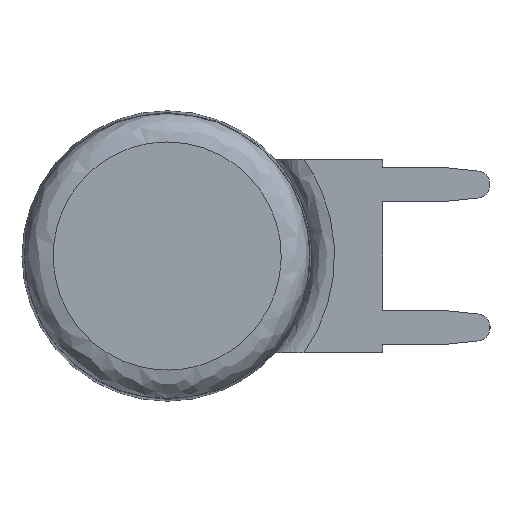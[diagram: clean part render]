
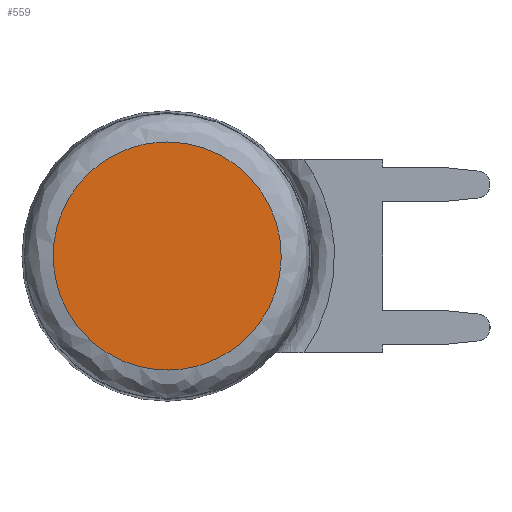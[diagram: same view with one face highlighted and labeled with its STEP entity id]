
A CAD part, left-side view. The second image highlights one B-rep face of the part: STEP entity #559.
In plain terms, the highlighted planar face has unit normal (-1, 0, 0).
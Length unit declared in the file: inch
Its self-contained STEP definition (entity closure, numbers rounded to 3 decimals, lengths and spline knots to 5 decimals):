
#151 = VERTEX_POINT ( 'NONE', #2405 ) ;
#414 = AXIS2_PLACEMENT_3D ( 'NONE', #850, #841, #830 ) ;
#559 = ADVANCED_FACE ( 'NONE', ( #1886 ), #2109, .T. ) ;
#830 = DIRECTION ( 'NONE',  ( 0., 0., 1. ) ) ;
#841 = DIRECTION ( 'NONE',  ( -1., 0., 0. ) ) ;
#850 = CARTESIAN_POINT ( 'NONE',  ( -0.0375, 0., 0. ) ) ;
#1073 = CARTESIAN_POINT ( 'NONE',  ( -0.0375, -0.31901, -0.1595 ) ) ;
#1292 = CARTESIAN_POINT ( 'NONE',  ( -0.0375, 0.31901, -0.1595 ) ) ;
#1472 =( BOUNDED_CURVE ( )  B_SPLINE_CURVE ( 3, ( #2344, #2133, #1073, #2558, #1292, #2753, #1499 ),
 .UNSPECIFIED., .T., .T. ) 
 B_SPLINE_CURVE_WITH_KNOTS ( ( 4, 3, 4 ),
 ( 0., 0.5, 1. ),
 .UNSPECIFIED. ) 
 CURVE ( )  GEOMETRIC_REPRESENTATION_ITEM ( )  RATIONAL_B_SPLINE_CURVE ( ( 1., 0.333, 0.333, 1., 0.333, 0.333, 1. ) ) 
 REPRESENTATION_ITEM ( '' )  );
#1499 = CARTESIAN_POINT ( 'NONE',  ( -0.0375, 0., 0.1595 ) ) ;
#1886 = FACE_OUTER_BOUND ( 'NONE', #2660, .T. ) ;
#2109 = PLANE ( 'NONE',  #414 ) ;
#2133 = CARTESIAN_POINT ( 'NONE',  ( -0.0375, -0.31901, 0.1595 ) ) ;
#2344 = CARTESIAN_POINT ( 'NONE',  ( -0.0375, 0., 0.1595 ) ) ;
#2405 = CARTESIAN_POINT ( 'NONE',  ( -0.0375, 0., 0.1595 ) ) ;
#2495 = EDGE_CURVE ( 'NONE', #151, #151, #1472, .T. ) ;
#2558 = CARTESIAN_POINT ( 'NONE',  ( -0.0375, 0., -0.1595 ) ) ;
#2646 = ORIENTED_EDGE ( 'NONE', *, *, #2495, .F. ) ;
#2660 = EDGE_LOOP ( 'NONE', ( #2646 ) ) ;
#2753 = CARTESIAN_POINT ( 'NONE',  ( -0.0375, 0.31901, 0.1595 ) ) ;
